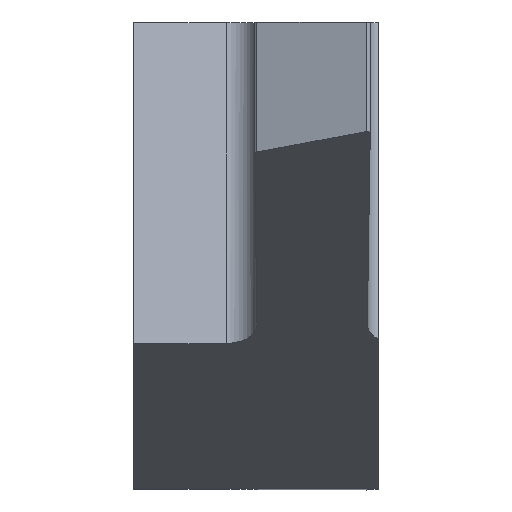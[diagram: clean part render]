
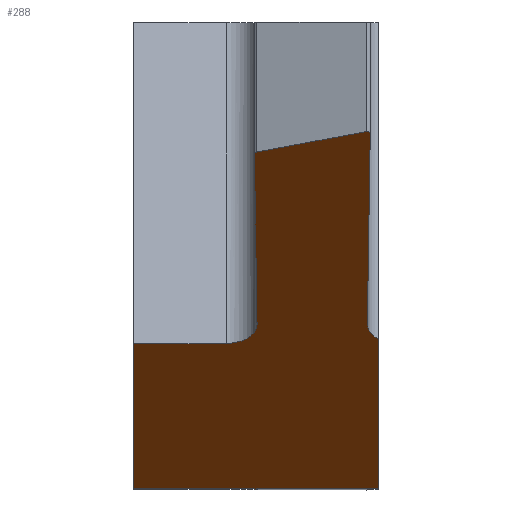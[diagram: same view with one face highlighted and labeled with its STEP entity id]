
A CAD part, top view. The second image highlights one B-rep face of the part: STEP entity #288.
In plain terms, the highlighted planar face has unit normal (0, -0.819, 0.574).
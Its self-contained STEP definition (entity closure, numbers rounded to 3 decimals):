
#16 = CARTESIAN_POINT ( 'NONE',  ( 1.192, -1.132, 3.614 ) ) ;
#19 = CARTESIAN_POINT ( 'NONE',  ( 3.15, -3., 0.946 ) ) ;
#26 = EDGE_CURVE ( 'NONE', #607, #87, #460, .T. ) ;
#29 = VERTEX_POINT ( 'NONE', #157 ) ;
#34 = VECTOR ( 'NONE', #487, 1000. ) ;
#38 = CARTESIAN_POINT ( 'NONE',  ( 3.046, 1.568, 7.469 ) ) ;
#48 = VERTEX_POINT ( 'NONE', #634 ) ;
#51 = CARTESIAN_POINT ( 'NONE',  ( 2.992, 1.589, 7.5 ) ) ;
#65 = EDGE_CURVE ( 'NONE', #356, #490, #185, .T. ) ;
#72 = VECTOR ( 'NONE', #569, 1000. ) ;
#77 = CARTESIAN_POINT ( 'NONE',  ( 1.555, 1.306, 7.096 ) ) ;
#78 = CARTESIAN_POINT ( 'NONE',  ( 3.15, -1.074, 3.696 ) ) ;
#80 = CARTESIAN_POINT ( 'NONE',  ( 1.561, 1.316, 7.11 ) ) ;
#84 = VECTOR ( 'NONE', #455, 1000. ) ;
#87 = VERTEX_POINT ( 'NONE', #291 ) ;
#89 = CARTESIAN_POINT ( 'NONE',  ( 0., 2.193, 8.362 ) ) ;
#99 =( BOUNDED_CURVE ( )  B_SPLINE_CURVE ( 3, ( #316, #730, #269, #16 ),
 .UNSPECIFIED., .F., .T. ) 
 B_SPLINE_CURVE_WITH_KNOTS ( ( 4, 4 ),
 ( 4.703, 6.275 ),
 .UNSPECIFIED. ) 
 CURVE ( )  GEOMETRIC_REPRESENTATION_ITEM ( )  RATIONAL_B_SPLINE_CURVE ( ( 1., 0.805, 0.805, 1. ) ) 
 REPRESENTATION_ITEM ( '' )  );
#100 = EDGE_CURVE ( 'NONE', #438, #713, #236, .T. ) ;
#132 = CARTESIAN_POINT ( 'NONE',  ( 1.541, 2.185, 8.351 ) ) ;
#138 = ORIENTED_EDGE ( 'NONE', *, *, #276, .T. ) ;
#157 = CARTESIAN_POINT ( 'NONE',  ( 1.555, 1.306, 7.096 ) ) ;
#160 = CARTESIAN_POINT ( 'NONE',  ( 3.15, 2.193, 8.362 ) ) ;
#173 = ORIENTED_EDGE ( 'NONE', *, *, #65, .T. ) ;
#185 =( BOUNDED_CURVE ( )  B_SPLINE_CURVE ( 3, ( #765, #297, #186, #51 ),
 .UNSPECIFIED., .F., .T. ) 
 B_SPLINE_CURVE_WITH_KNOTS ( ( 4, 4 ),
 ( 1.968, 3.403 ),
 .UNSPECIFIED. ) 
 CURVE ( )  GEOMETRIC_REPRESENTATION_ITEM ( )  RATIONAL_B_SPLINE_CURVE ( ( 1., 0.836, 0.836, 1. ) ) 
 REPRESENTATION_ITEM ( '' )  );
#186 = CARTESIAN_POINT ( 'NONE',  ( 3.012, 1.593, 7.505 ) ) ;
#196 = LINE ( 'NONE', #19, #34 ) ;
#204 = CARTESIAN_POINT ( 'NONE',  ( 1.587, 1.325, 7.123 ) ) ;
#205 = CARTESIAN_POINT ( 'NONE',  ( 3.058, -1.027, 3.763 ) ) ;
#236 = LINE ( 'NONE', #351, #292 ) ;
#248 = EDGE_CURVE ( 'NONE', #650, #438, #99, .T. ) ;
#258 = CARTESIAN_POINT ( 'NONE',  ( 1.588, -0.89, 3.959 ) ) ;
#260 = ORIENTED_EDGE ( 'NONE', *, *, #666, .T. ) ;
#269 = CARTESIAN_POINT ( 'NONE',  ( 1.426, -1.131, 3.615 ) ) ;
#276 = EDGE_CURVE ( 'NONE', #607, #638, #506, .T. ) ;
#288 = ADVANCED_FACE ( 'NONE', ( #446 ), #363, .F. ) ;
#291 = CARTESIAN_POINT ( 'NONE',  ( 3.15, -3., 0.946 ) ) ;
#292 = VECTOR ( 'NONE', #533, 1000. ) ;
#297 = CARTESIAN_POINT ( 'NONE',  ( 3.036, 1.585, 7.494 ) ) ;
#301 = ORIENTED_EDGE ( 'NONE', *, *, #381, .T. ) ;
#307 = CARTESIAN_POINT ( 'NONE',  ( 3.15, 2.193, 8.362 ) ) ;
#310 = LINE ( 'NONE', #132, #501 ) ;
#311 = DIRECTION ( 'NONE',  ( 0., 0.819, -0.574 ) ) ;
#313 = VECTOR ( 'NONE', #327, 1000. ) ;
#316 = CARTESIAN_POINT ( 'NONE',  ( 1.588, -0.89, 3.959 ) ) ;
#320 = CARTESIAN_POINT ( 'NONE',  ( 0., -1.138, 3.605 ) ) ;
#327 = DIRECTION ( 'NONE',  ( 0., -0.574, -0.819 ) ) ;
#334 = DIRECTION ( 'NONE',  ( 0.009, 0.574, 0.819 ) ) ;
#351 = CARTESIAN_POINT ( 'NONE',  ( 3.2, -1.122, 3.628 ) ) ;
#356 = VERTEX_POINT ( 'NONE', #38 ) ;
#359 = AXIS2_PLACEMENT_3D ( 'NONE', #307, #311, #544 ) ;
#363 = PLANE ( 'NONE',  #359 ) ;
#364 = EDGE_CURVE ( 'NONE', #490, #48, #621, .T. ) ;
#381 = EDGE_CURVE ( 'NONE', #638, #356, #519, .T. ) ;
#382 = LINE ( 'NONE', #89, #313 ) ;
#383 = ORIENTED_EDGE ( 'NONE', *, *, #641, .F. ) ;
#415 = ORIENTED_EDGE ( 'NONE', *, *, #248, .T. ) ;
#424 = CARTESIAN_POINT ( 'NONE',  ( 3.009, -0.889, 3.961 ) ) ;
#427 = ORIENTED_EDGE ( 'NONE', *, *, #430, .T. ) ;
#430 = EDGE_CURVE ( 'NONE', #713, #534, #382, .T. ) ;
#438 = VERTEX_POINT ( 'NONE', #633 ) ;
#441 = DIRECTION ( 'NONE',  ( 0.009, -0.574, -0.819 ) ) ;
#444 = EDGE_LOOP ( 'NONE', ( #415, #447, #427, #383, #785, #138, #301, #173, #470, #726, #260 ) ) ;
#446 = FACE_OUTER_BOUND ( 'NONE', #444, .T. ) ;
#447 = ORIENTED_EDGE ( 'NONE', *, *, #100, .T. ) ;
#449 = CARTESIAN_POINT ( 'NONE',  ( 3.056, 2.193, 8.363 ) ) ;
#451 = VECTOR ( 'NONE', #334, 1000. ) ;
#455 = DIRECTION ( 'NONE',  ( 0., -0.574, -0.819 ) ) ;
#460 = LINE ( 'NONE', #160, #84 ) ;
#470 = ORIENTED_EDGE ( 'NONE', *, *, #364, .T. ) ;
#487 = DIRECTION ( 'NONE',  ( -1., 0., 0. ) ) ;
#490 = VERTEX_POINT ( 'NONE', #527 ) ;
#501 = VECTOR ( 'NONE', #441, 1000. ) ;
#506 =( BOUNDED_CURVE ( )  B_SPLINE_CURVE ( 3, ( #78, #205, #603, #669 ),
 .UNSPECIFIED., .F., .T. ) 
 B_SPLINE_CURVE_WITH_KNOTS ( ( 4, 4 ),
 ( 0.703, 1.58 ),
 .UNSPECIFIED. ) 
 CURVE ( )  GEOMETRIC_REPRESENTATION_ITEM ( )  RATIONAL_B_SPLINE_CURVE ( ( 1., 0.937, 0.937, 1. ) ) 
 REPRESENTATION_ITEM ( '' )  );
#519 = LINE ( 'NONE', #449, #451 ) ;
#527 = CARTESIAN_POINT ( 'NONE',  ( 2.992, 1.589, 7.5 ) ) ;
#533 = DIRECTION ( 'NONE',  ( -1., -0.005, -0.007 ) ) ;
#534 = VERTEX_POINT ( 'NONE', #782 ) ;
#544 = DIRECTION ( 'NONE',  ( 0., 0.574, 0.819 ) ) ;
#561 = CARTESIAN_POINT ( 'NONE',  ( 3.446, 1.674, 7.621 ) ) ;
#569 = DIRECTION ( 'NONE',  ( -0.95, -0.178, -0.255 ) ) ;
#603 = CARTESIAN_POINT ( 'NONE',  ( 3.007, -0.961, 3.857 ) ) ;
#607 = VERTEX_POINT ( 'NONE', #776 ) ;
#617 = CARTESIAN_POINT ( 'NONE',  ( 1.572, 1.323, 7.119 ) ) ;
#621 = LINE ( 'NONE', #561, #72 ) ;
#633 = CARTESIAN_POINT ( 'NONE',  ( 1.192, -1.132, 3.614 ) ) ;
#634 = CARTESIAN_POINT ( 'NONE',  ( 1.587, 1.325, 7.123 ) ) ;
#638 = VERTEX_POINT ( 'NONE', #424 ) ;
#641 = EDGE_CURVE ( 'NONE', #87, #534, #196, .T. ) ;
#650 = VERTEX_POINT ( 'NONE', #258 ) ;
#666 = EDGE_CURVE ( 'NONE', #29, #650, #310, .T. ) ;
#669 = CARTESIAN_POINT ( 'NONE',  ( 3.009, -0.889, 3.961 ) ) ;
#679 = EDGE_CURVE ( 'NONE', #48, #29, #746, .T. ) ;
#713 = VERTEX_POINT ( 'NONE', #320 ) ;
#726 = ORIENTED_EDGE ( 'NONE', *, *, #679, .T. ) ;
#730 = CARTESIAN_POINT ( 'NONE',  ( 1.59, -1.031, 3.759 ) ) ;
#746 =( BOUNDED_CURVE ( )  B_SPLINE_CURVE ( 3, ( #204, #617, #80, #77 ),
 .UNSPECIFIED., .F., .T. ) 
 B_SPLINE_CURVE_WITH_KNOTS ( ( 4, 4 ),
 ( 3.403, 4.279 ),
 .UNSPECIFIED. ) 
 CURVE ( )  GEOMETRIC_REPRESENTATION_ITEM ( )  RATIONAL_B_SPLINE_CURVE ( ( 1., 0.937, 0.937, 1. ) ) 
 REPRESENTATION_ITEM ( '' )  );
#765 = CARTESIAN_POINT ( 'NONE',  ( 3.046, 1.568, 7.469 ) ) ;
#776 = CARTESIAN_POINT ( 'NONE',  ( 3.15, -1.074, 3.696 ) ) ;
#782 = CARTESIAN_POINT ( 'NONE',  ( 0., -3., 0.946 ) ) ;
#785 = ORIENTED_EDGE ( 'NONE', *, *, #26, .F. ) ;
